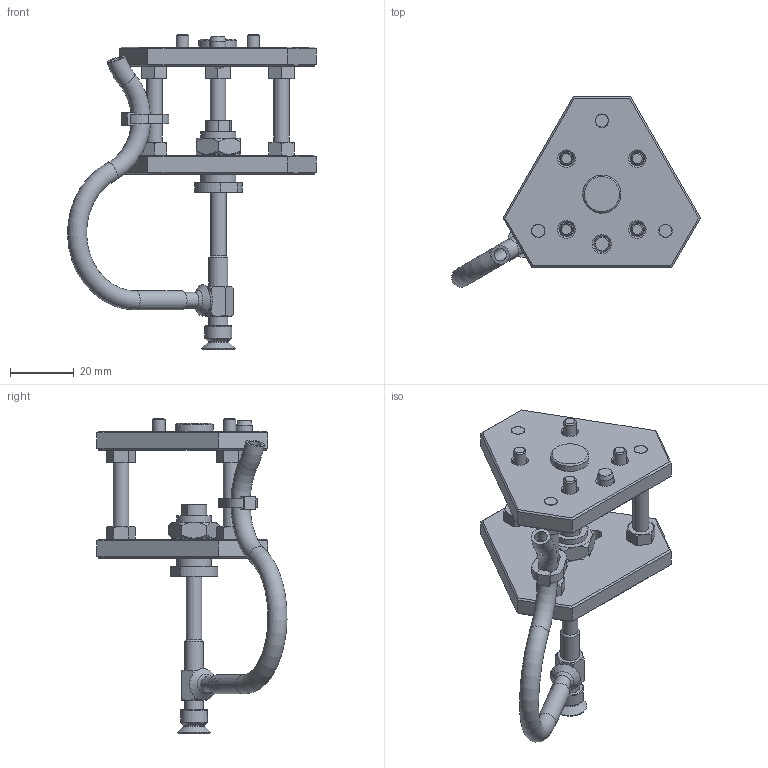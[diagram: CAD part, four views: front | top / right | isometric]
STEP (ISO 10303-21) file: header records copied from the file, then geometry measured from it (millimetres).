
FILE_DESCRIPTION(/* description */ (''),/* implementation_level */ '2;1');
FILE_NAME(/* name */ 'dbbdeff1-dcaa-4d13-8490-f2cac74a73cc.stp',/* time_stamp */ '2023-11-14T06:25:19Z',/* author */ (''),/* organization */ (''),/* preprocessor_version */ 'ST-DEVELOPER v20',/* originating_system */ 'Autodesk Translation Framework v12.14.0.127',/* authorisation */ '');
FILE_SCHEMA (('AUTOMOTIVE_DESIGN { 1 0 10303 214 3 1 1 }'));
Length unit declared in the file: millimetre
Products named in the file (9): EOAT_Assembly; FB4-10; EOAT_Faceplate-Mount; EOAT_Solenoid-Mount; FB5-40; MSH5-10; PATS-1010-N; SLBNR5; ziptie
Assembly tree (18 placements, depth 2):
  EOAT_Assembly
    FB4-10  x4
    EOAT_Faceplate-Mount
    EOAT_Solenoid-Mount
    SLBNR5  x6
    FB5-40  x3
    MSH5-10
    PATS-1010-N
    ziptie
Bounding box: 78.26 x 59.76 x 99.17 mm (x, y, z)
Volume: 37115.3 mm3; surface area: 24207.2 mm2
Topology: 19 solids, 19 shells, 493 faces, 1138 edges, 696 vertices
Faces by surface type: plane 248, cone 139, cylinder 95, torus 9, sphere 1, bspline 1
Full cylindrical faces by diameter (mm): 2 x1, 2.5 x1, 3.5 x2, 3.908 x4, 4 x2, 4.134 x6, 4.234 x3, 4.5 x4, 4.901 x3, 5 x4, 5.5 x3, 6 x4, 8 x4, 8.5 x1, 10 x3, 11 x2, 12 x1
Entity records: 8184 total; most frequent: CARTESIAN_POINT 1533, DIRECTION 1403, ORIENTED_EDGE 1270, EDGE_CURVE 635, AXIS2_PLACEMENT_3D 547, VERTEX_POINT 386, EDGE_LOOP 333, LINE 309
